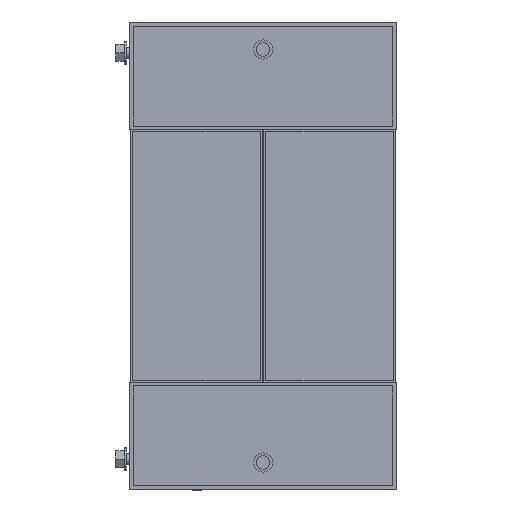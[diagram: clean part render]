
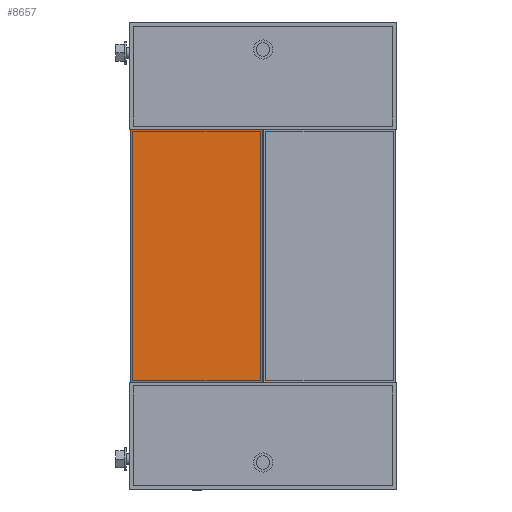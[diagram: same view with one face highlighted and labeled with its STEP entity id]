
A CAD part, left-side view. The second image highlights one B-rep face of the part: STEP entity #8657.
In plain terms, the highlighted planar face has unit normal (-1, 0, 0).
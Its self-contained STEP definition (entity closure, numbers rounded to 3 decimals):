
#871 = ORIENTED_EDGE ( 'NONE', *, *, #14664, .T. ) ;
#1068 = FACE_OUTER_BOUND ( 'NONE', #12183, .T. ) ;
#1193 = EDGE_CURVE ( 'NONE', #6313, #8404, #2357, .T. ) ;
#1410 = CARTESIAN_POINT ( 'NONE',  ( 0., -0.5, 105. ) ) ;
#2357 = LINE ( 'NONE', #13756, #14652 ) ;
#2674 = VERTEX_POINT ( 'NONE', #12196 ) ;
#3435 = ORIENTED_EDGE ( 'NONE', *, *, #7517, .T. ) ;
#4318 = VECTOR ( 'NONE', #4935, 1000. ) ;
#4935 = DIRECTION ( 'NONE',  ( 0., -1., 0. ) ) ;
#5076 = DIRECTION ( 'NONE',  ( 0., 0., 1. ) ) ;
#5173 = PLANE ( 'NONE',  #15087 ) ;
#6313 = VERTEX_POINT ( 'NONE', #15435 ) ;
#7517 = EDGE_CURVE ( 'NONE', #9286, #2674, #14873, .T. ) ;
#8404 = VERTEX_POINT ( 'NONE', #8551 ) ;
#8551 = CARTESIAN_POINT ( 'NONE',  ( 0., -0.5, 295. ) ) ;
#8657 = ADVANCED_FACE ( 'NONE', ( #1068 ), #5173, .T. ) ;
#9286 = VERTEX_POINT ( 'NONE', #1410 ) ;
#9486 = DIRECTION ( 'NONE',  ( 0., 1., 0. ) ) ;
#9864 = EDGE_CURVE ( 'NONE', #8404, #9286, #12468, .T. ) ;
#9929 = VECTOR ( 'NONE', #15363, 1000. ) ;
#10371 = ORIENTED_EDGE ( 'NONE', *, *, #1193, .T. ) ;
#11150 = CARTESIAN_POINT ( 'NONE',  ( 0., -99.5, 295. ) ) ;
#12108 = CARTESIAN_POINT ( 'NONE',  ( 0., 0., 0. ) ) ;
#12183 = EDGE_LOOP ( 'NONE', ( #10371, #15019, #3435, #871 ) ) ;
#12192 = DIRECTION ( 'NONE',  ( -1., 0., 0. ) ) ;
#12196 = CARTESIAN_POINT ( 'NONE',  ( 0., -99.5, 105. ) ) ;
#12468 = LINE ( 'NONE', #17967, #17031 ) ;
#13756 = CARTESIAN_POINT ( 'NONE',  ( 0., -99.5, 295. ) ) ;
#13846 = DIRECTION ( 'NONE',  ( 0., 0., -1. ) ) ;
#14652 = VECTOR ( 'NONE', #9486, 1000. ) ;
#14664 = EDGE_CURVE ( 'NONE', #2674, #6313, #17938, .T. ) ;
#14873 = LINE ( 'NONE', #17449, #4318 ) ;
#15019 = ORIENTED_EDGE ( 'NONE', *, *, #9864, .T. ) ;
#15087 = AXIS2_PLACEMENT_3D ( 'NONE', #12108, #12192, #5076 ) ;
#15363 = DIRECTION ( 'NONE',  ( 0., 0., 1. ) ) ;
#15435 = CARTESIAN_POINT ( 'NONE',  ( 0., -99.5, 295. ) ) ;
#17031 = VECTOR ( 'NONE', #13846, 1000. ) ;
#17449 = CARTESIAN_POINT ( 'NONE',  ( 0., -99.5, 105. ) ) ;
#17938 = LINE ( 'NONE', #11150, #9929 ) ;
#17967 = CARTESIAN_POINT ( 'NONE',  ( 0., -0.5, 295. ) ) ;
